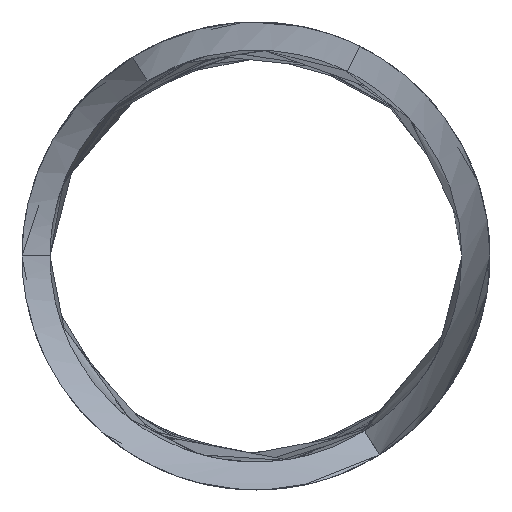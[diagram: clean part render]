
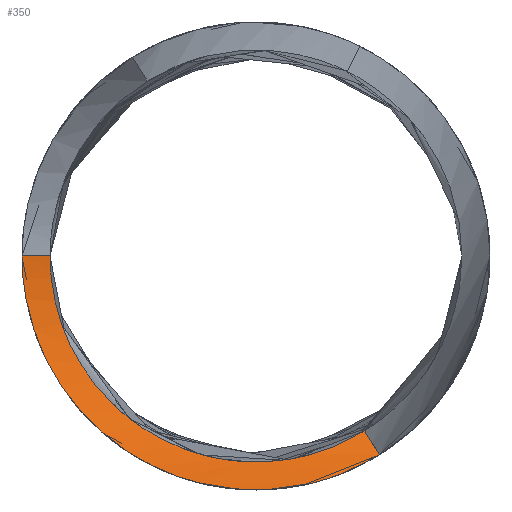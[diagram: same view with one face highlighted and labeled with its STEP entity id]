
A CAD part, left-side view. The second image highlights one B-rep face of the part: STEP entity #350.
In plain terms, the highlighted cylindrical face has radius 15 mm (diameter 30 mm), a partial arc.
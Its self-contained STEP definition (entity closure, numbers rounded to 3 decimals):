
#277=CARTESIAN_POINT('Axis2P3D Location',(-760.,-95.3,0.)) ;
#282=CARTESIAN_POINT('Line Origine',(-745.,-95.3,0.)) ;
#286=CARTESIAN_POINT('Vertex',(-745.,-167.5,0.)) ;
#288=CARTESIAN_POINT('Vertex',(-745.,-169.,0.)) ;
#292=CARTESIAN_POINT('Control Point',(-749.407,-186.593,-10.62)) ;
#293=CARTESIAN_POINT('Control Point',(-749.907,-185.789,-11.119)) ;
#294=CARTESIAN_POINT('Control Point',(-750.396,-184.929,-11.548)) ;
#295=CARTESIAN_POINT('Control Point',(-750.852,-184.014,-11.903)) ;
#296=CARTESIAN_POINT('Control Point',(-751.404,-182.579,-12.297)) ;
#297=CARTESIAN_POINT('Control Point',(-751.665,-181.035,-12.471)) ;
#298=CARTESIAN_POINT('Control Point',(-751.712,-180.549,-12.502)) ;
#299=CARTESIAN_POINT('Control Point',(-751.732,-179.595,-12.516)) ;
#300=CARTESIAN_POINT('Control Point',(-751.618,-178.653,-12.44)) ;
#301=CARTESIAN_POINT('Control Point',(-751.532,-178.201,-12.382)) ;
#302=CARTESIAN_POINT('Control Point',(-751.291,-177.245,-12.216)) ;
#303=CARTESIAN_POINT('Control Point',(-750.953,-176.34,-11.968)) ;
#304=CARTESIAN_POINT('Control Point',(-750.75,-175.868,-11.813)) ;
#305=CARTESIAN_POINT('Control Point',(-749.953,-174.203,-11.174)) ;
#306=CARTESIAN_POINT('Control Point',(-749.013,-172.734,-10.282)) ;
#307=CARTESIAN_POINT('Control Point',(-748.333,-171.757,-9.519)) ;
#308=CARTESIAN_POINT('Control Point',(-746.857,-169.762,-7.521)) ;
#309=CARTESIAN_POINT('Control Point',(-745.704,-168.346,-4.946)) ;
#310=CARTESIAN_POINT('Control Point',(-745.228,-167.774,-3.342)) ;
#311=CARTESIAN_POINT('Control Point',(-745.,-167.5,-1.655)) ;
#312=CARTESIAN_POINT('Control Point',(-745.,-167.5,0.)) ;
#313=CARTESIAN_POINT('Vertex',(-749.407,-186.593,-10.62)) ;
#317=CARTESIAN_POINT('Control Point',(-748.267,-185.802,-9.345)) ;
#318=CARTESIAN_POINT('Control Point',(-748.619,-186.076,-9.787)) ;
#319=CARTESIAN_POINT('Control Point',(-748.999,-186.341,-10.213)) ;
#320=CARTESIAN_POINT('Control Point',(-749.407,-186.593,-10.62)) ;
#321=CARTESIAN_POINT('Vertex',(-748.267,-185.802,-9.345)) ;
#325=CARTESIAN_POINT('Control Point',(-748.267,-185.802,-9.345)) ;
#326=CARTESIAN_POINT('Control Point',(-748.555,-185.219,-9.707)) ;
#327=CARTESIAN_POINT('Control Point',(-748.833,-184.602,-10.027)) ;
#328=CARTESIAN_POINT('Control Point',(-749.09,-183.953,-10.302)) ;
#329=CARTESIAN_POINT('Control Point',(-749.469,-182.792,-10.686)) ;
#330=CARTESIAN_POINT('Control Point',(-749.703,-181.552,-10.909)) ;
#331=CARTESIAN_POINT('Control Point',(-749.77,-181.032,-10.971)) ;
#332=CARTESIAN_POINT('Control Point',(-749.867,-179.478,-11.06)) ;
#333=CARTESIAN_POINT('Control Point',(-749.669,-177.927,-10.876)) ;
#334=CARTESIAN_POINT('Control Point',(-749.41,-176.949,-10.636)) ;
#335=CARTESIAN_POINT('Control Point',(-748.675,-174.88,-9.885)) ;
#336=CARTESIAN_POINT('Control Point',(-747.738,-173.127,-8.706)) ;
#337=CARTESIAN_POINT('Control Point',(-747.213,-172.249,-7.935)) ;
#338=CARTESIAN_POINT('Control Point',(-746.183,-170.643,-6.1)) ;
#339=CARTESIAN_POINT('Control Point',(-745.42,-169.573,-3.846)) ;
#340=CARTESIAN_POINT('Control Point',(-745.137,-169.186,-2.582)) ;
#341=CARTESIAN_POINT('Control Point',(-745.,-169.,-1.28)) ;
#342=CARTESIAN_POINT('Control Point',(-745.,-169.,0.)) ;
#278=DIRECTION('Axis2P3D Direction',(0.,1.,0.)) ;
#279=DIRECTION('Axis2P3D XDirection',(-1.,0.,0.)) ;
#283=DIRECTION('Vector Direction',(0.,1.,0.)) ;
#280=AXIS2_PLACEMENT_3D('Cylinder Axis2P3D',#277,#278,#279) ;
#345=ORIENTED_EDGE('',*,*,#290,.F.) ;
#346=ORIENTED_EDGE('',*,*,#315,.F.) ;
#347=ORIENTED_EDGE('',*,*,#323,.F.) ;
#348=ORIENTED_EDGE('',*,*,#343,.T.) ;
#284=VECTOR('Line Direction',#283,1.) ;
#350=ADVANCED_FACE('Corps principal',(#349),#281,.F.) ;
#291=B_SPLINE_CURVE_WITH_KNOTS('',5,(#292,#293,#294,#295,#296,#297,#298,#299,#300,#301,#302,#303,#304,#305,#306,#307,#308,#309,#310,#311,#312),.UNSPECIFIED.,.F.,.U.,(6,3,3,3,3,3,6),(5.847,13.32,16.682,19.865,23.57,33.414,45.784),.UNSPECIFIED.) ;
#316=B_SPLINE_CURVE_WITH_KNOTS('',3,(#317,#318,#319,#320),.UNSPECIFIED.,.F.,.U.,(4,4),(16.465,19.131),.UNSPECIFIED.) ;
#324=B_SPLINE_CURVE_WITH_KNOTS('',5,(#325,#326,#327,#328,#329,#330,#331,#332,#333,#334,#335,#336,#337,#338,#339,#340,#341,#342),.UNSPECIFIED.,.F.,.U.,(6,3,3,3,3,6),(7.851,13.038,16.666,23.737,32.643,42.212),.UNSPECIFIED.) ;
#281=CYLINDRICAL_SURFACE('generated cylinder',#280,15.) ;
#290=EDGE_CURVE('',#287,#289,#285,.F.) ;
#315=EDGE_CURVE('',#314,#287,#291,.T.) ;
#323=EDGE_CURVE('',#322,#314,#316,.T.) ;
#343=EDGE_CURVE('',#322,#289,#324,.T.) ;
#344=EDGE_LOOP('',(#345,#346,#347,#348)) ;
#349=FACE_OUTER_BOUND('',#344,.T.) ;
#285=LINE('Line',#282,#284) ;
#287=VERTEX_POINT('',#286) ;
#289=VERTEX_POINT('',#288) ;
#314=VERTEX_POINT('',#313) ;
#322=VERTEX_POINT('',#321) ;
